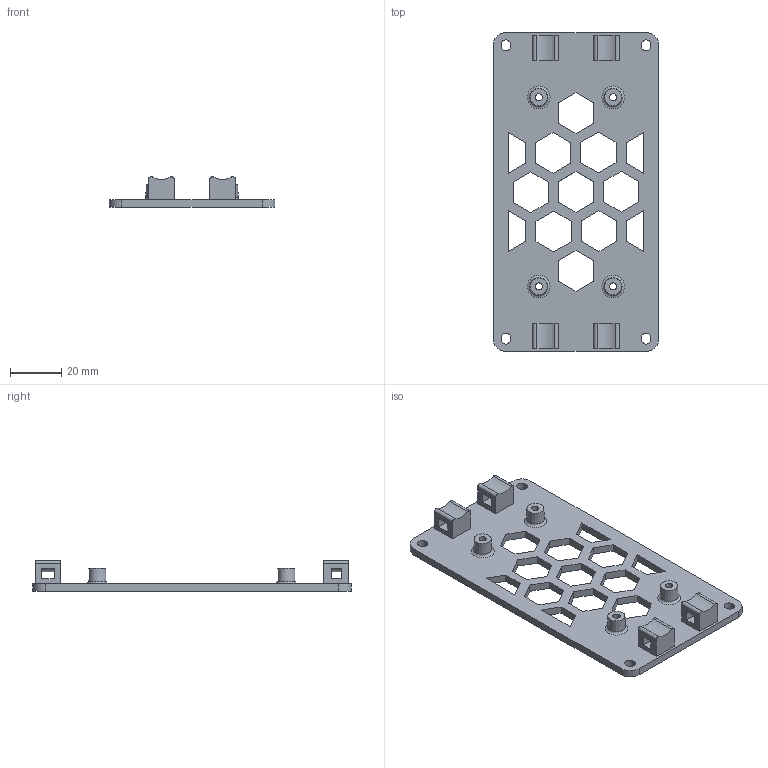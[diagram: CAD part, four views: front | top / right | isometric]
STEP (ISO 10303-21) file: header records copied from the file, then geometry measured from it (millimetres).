
FILE_DESCRIPTION(/* description */ (''),/* implementation_level */ '2;1');
FILE_NAME(/* name */ 'BIGTREETECH Relay 1.2.step',/* time_stamp */ '2022-11-16T11:28:01-06:00',/* author */ (''),/* organization */ (''),/* preprocessor_version */ 'ST-DEVELOPER v19.2',/* originating_system */ 'Autodesk Translation Framework v11.17.0.187',/* authorisation */ '');
FILE_SCHEMA (('AUTOMOTIVE_DESIGN { 1 0 10303 214 3 1 1 }'));
Length unit declared in the file: millimetre
Products named in the file (2): BIGTREETECH Relay 1.2; Single Buck
Assembly tree (1 placements, depth 2):
  BIGTREETECH Relay 1.2
    Single Buck
Bounding box: 65 x 125 x 12 mm (x, y, z)
Volume: 22165.1 mm3; surface area: 18067.1 mm2
Topology: 1 solids, 1 shells, 156 faces, 434 edges, 288 vertices
Faces by surface type: plane 116, cylinder 32, torus 4, cone 4
Full cylindrical faces by diameter (mm): 2.8 x4
Entity records: 5119 total; most frequent: CARTESIAN_POINT 881, ORIENTED_EDGE 868, DIRECTION 832, EDGE_CURVE 434, LINE 354, VECTOR 354, VERTEX_POINT 288, AXIS2_PLACEMENT_3D 239
